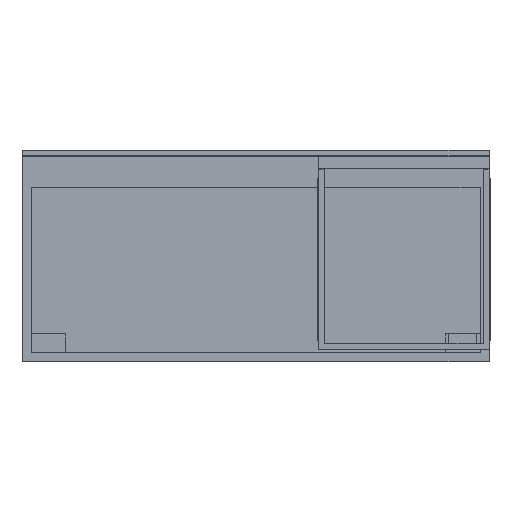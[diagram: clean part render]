
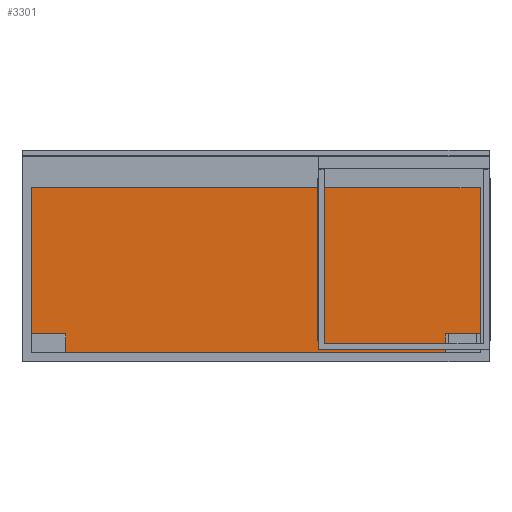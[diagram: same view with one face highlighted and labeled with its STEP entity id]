
A CAD part, front view. The second image highlights one B-rep face of the part: STEP entity #3301.
In plain terms, the highlighted planar face has unit normal (0, -1, 0).
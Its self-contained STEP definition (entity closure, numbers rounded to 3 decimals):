
#135 = CARTESIAN_POINT ( 'NONE',  ( 720., 0.8, -570. ) ) ;
#470 = CARTESIAN_POINT ( 'NONE',  ( -720., 0.8, -630. ) ) ;
#605 = VECTOR ( 'NONE', #10502, 1000. ) ;
#868 = LINE ( 'NONE', #6424, #8907 ) ;
#1511 = VECTOR ( 'NONE', #2937, 1000. ) ;
#1529 = EDGE_CURVE ( 'NONE', #13708, #7907, #868, .T. ) ;
#1915 = AXIS2_PLACEMENT_3D ( 'NONE', #9369, #11651, #10545 ) ;
#2299 = ORIENTED_EDGE ( 'NONE', *, *, #5421, .T. ) ;
#2318 = CARTESIAN_POINT ( 'NONE',  ( -720., 0.8, -570. ) ) ;
#2321 = CARTESIAN_POINT ( 'NONE',  ( 610., 0.8, -630. ) ) ;
#2531 = LINE ( 'NONE', #7030, #13070 ) ;
#2772 = VERTEX_POINT ( 'NONE', #4653 ) ;
#2937 = DIRECTION ( 'NONE',  ( -1., 0., 0. ) ) ;
#3229 = LINE ( 'NONE', #12100, #1511 ) ;
#3301 = ADVANCED_FACE ( 'NONE', ( #7224 ), #12917, .F. ) ;
#3306 = LINE ( 'NONE', #12252, #3744 ) ;
#3338 = ORIENTED_EDGE ( 'NONE', *, *, #1529, .F. ) ;
#3377 = ORIENTED_EDGE ( 'NONE', *, *, #5837, .T. ) ;
#3744 = VECTOR ( 'NONE', #6703, 1000. ) ;
#4054 = DIRECTION ( 'NONE',  ( 0., 0., -1. ) ) ;
#4575 = ORIENTED_EDGE ( 'NONE', *, *, #10153, .F. ) ;
#4652 = LINE ( 'NONE', #10343, #13345 ) ;
#4653 = CARTESIAN_POINT ( 'NONE',  ( -610., 0.8, -630. ) ) ;
#4663 = EDGE_CURVE ( 'NONE', #2772, #7907, #2531, .T. ) ;
#5069 = EDGE_CURVE ( 'NONE', #7909, #5376, #3229, .T. ) ;
#5376 = VERTEX_POINT ( 'NONE', #2318 ) ;
#5421 = EDGE_CURVE ( 'NONE', #7162, #8519, #10428, .T. ) ;
#5497 = EDGE_CURVE ( 'NONE', #8519, #5376, #13814, .T. ) ;
#5694 = DIRECTION ( 'NONE',  ( -1., 0., 0. ) ) ;
#5748 = ORIENTED_EDGE ( 'NONE', *, *, #5069, .F. ) ;
#5837 = EDGE_CURVE ( 'NONE', #14165, #7162, #4652, .T. ) ;
#6393 = CARTESIAN_POINT ( 'NONE',  ( 610., 0.8, -570. ) ) ;
#6424 = CARTESIAN_POINT ( 'NONE',  ( 610., 0.8, -630. ) ) ;
#6703 = DIRECTION ( 'NONE',  ( 0., 0., 1. ) ) ;
#6821 = CARTESIAN_POINT ( 'NONE',  ( -610., 0.8, -570. ) ) ;
#6939 = DIRECTION ( 'NONE',  ( 0., 0., 1. ) ) ;
#7030 = CARTESIAN_POINT ( 'NONE',  ( -720., 0.8, -630. ) ) ;
#7162 = VERTEX_POINT ( 'NONE', #10317 ) ;
#7224 = FACE_OUTER_BOUND ( 'NONE', #10676, .T. ) ;
#7907 = VERTEX_POINT ( 'NONE', #2321 ) ;
#7909 = VERTEX_POINT ( 'NONE', #6821 ) ;
#7944 = VECTOR ( 'NONE', #5694, 1000. ) ;
#7975 = LINE ( 'NONE', #135, #7944 ) ;
#8519 = VERTEX_POINT ( 'NONE', #14243 ) ;
#8644 = EDGE_CURVE ( 'NONE', #14165, #13708, #7975, .T. ) ;
#8907 = VECTOR ( 'NONE', #4054, 1000. ) ;
#9369 = CARTESIAN_POINT ( 'NONE',  ( 0., 0.8, 0. ) ) ;
#9542 = CARTESIAN_POINT ( 'NONE',  ( -720., 0.8, -101. ) ) ;
#10016 = ORIENTED_EDGE ( 'NONE', *, *, #5497, .T. ) ;
#10153 = EDGE_CURVE ( 'NONE', #2772, #7909, #3306, .T. ) ;
#10317 = CARTESIAN_POINT ( 'NONE',  ( 720., 0.8, -101. ) ) ;
#10343 = CARTESIAN_POINT ( 'NONE',  ( 720., 0.8, -630. ) ) ;
#10428 = LINE ( 'NONE', #9542, #605 ) ;
#10502 = DIRECTION ( 'NONE',  ( -1., 0., 0. ) ) ;
#10545 = DIRECTION ( 'NONE',  ( 0., 0., 1. ) ) ;
#10676 = EDGE_LOOP ( 'NONE', ( #4575, #12542, #3338, #13378, #3377, #2299, #10016, #5748 ) ) ;
#11536 = DIRECTION ( 'NONE',  ( 1., 0., 0. ) ) ;
#11612 = DIRECTION ( 'NONE',  ( 0., 0., -1. ) ) ;
#11651 = DIRECTION ( 'NONE',  ( 0., 1., 0. ) ) ;
#12100 = CARTESIAN_POINT ( 'NONE',  ( -720., 0.8, -570. ) ) ;
#12252 = CARTESIAN_POINT ( 'NONE',  ( -610., 0.8, -630. ) ) ;
#12542 = ORIENTED_EDGE ( 'NONE', *, *, #4663, .T. ) ;
#12864 = VECTOR ( 'NONE', #11612, 1000. ) ;
#12917 = PLANE ( 'NONE',  #1915 ) ;
#13070 = VECTOR ( 'NONE', #11536, 1000. ) ;
#13345 = VECTOR ( 'NONE', #6939, 1000. ) ;
#13378 = ORIENTED_EDGE ( 'NONE', *, *, #8644, .F. ) ;
#13425 = CARTESIAN_POINT ( 'NONE',  ( 720., 0.8, -570. ) ) ;
#13708 = VERTEX_POINT ( 'NONE', #6393 ) ;
#13814 = LINE ( 'NONE', #470, #12864 ) ;
#14165 = VERTEX_POINT ( 'NONE', #13425 ) ;
#14243 = CARTESIAN_POINT ( 'NONE',  ( -720., 0.8, -101. ) ) ;
